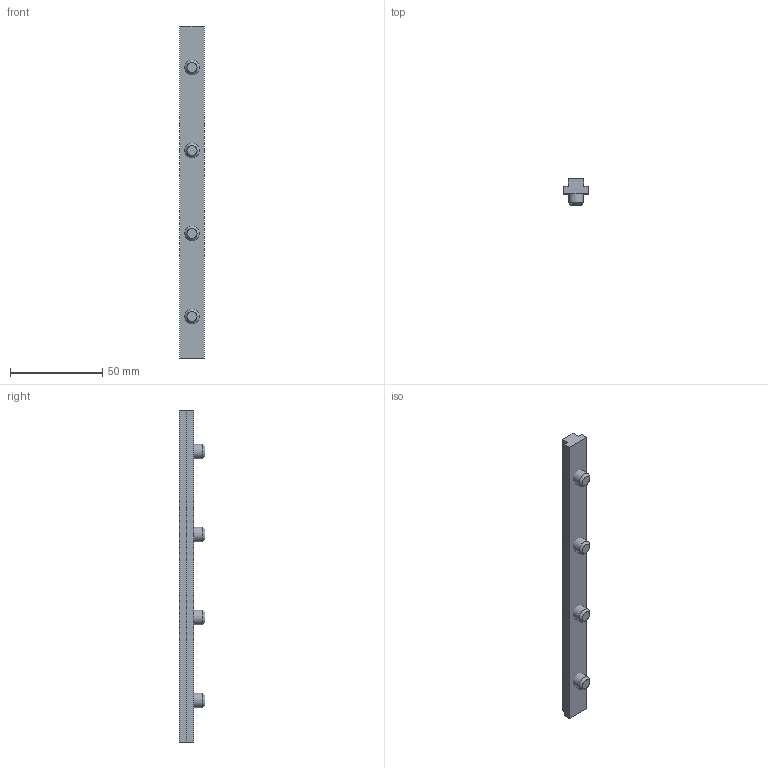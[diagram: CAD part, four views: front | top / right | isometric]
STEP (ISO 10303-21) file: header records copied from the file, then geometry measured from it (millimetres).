
FILE_DESCRIPTION(('STEP AP203'),'1');
FILE_NAME('FIXE08N1008.stp','2023-10-23T12:13:49',(' '),(' '),'Spatial InterOp 3D',' ',' ');
FILE_SCHEMA(('CONFIG_CONTROL_DESIGN'));
Length unit declared in the file: millimetre
Products named in the file (3): Barrette de liaison L=180 mm; Vis HC - M8 × 14; corps
Assembly tree (5 placements, depth 2):
  Barrette de liaison L=180 mm
    Vis HC - M8 × 14  x4
    corps
Bounding box: 13.5 x 14 x 180 mm (x, y, z)
Volume: 16872.6 mm3; surface area: 10278.5 mm2
Topology: 5 solids, 5 shells, 66 faces, 156 edges, 100 vertices
Faces by surface type: plane 42, cone 12, cylinder 12
Full cylindrical faces by diameter (mm): 8 x4
Entity records: 1688 total; most frequent: CARTESIAN_POINT 201, DIRECTION 156, ORIENTED_EDGE 140, PROPERTY_DEFINITION_REPRESENTATION 99, GENERAL_PROPERTY_ASSOCIATION 99, PROPERTY_DEFINITION 99, REPRESENTATION 99, GENERAL_PROPERTY 99
